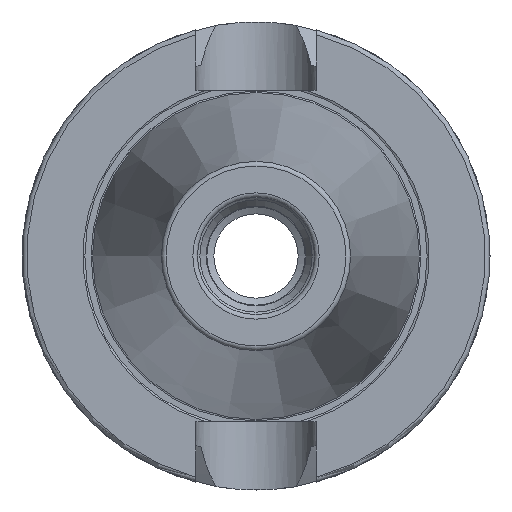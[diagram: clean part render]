
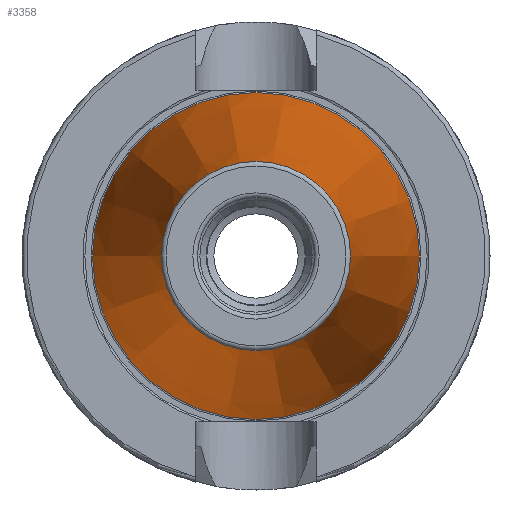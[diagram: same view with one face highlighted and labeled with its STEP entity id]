
A CAD part, left-side view. The second image highlights one B-rep face of the part: STEP entity #3358.
In plain terms, the highlighted conical face has half-angle 8.297 degrees and reference radius 27.564 mm.
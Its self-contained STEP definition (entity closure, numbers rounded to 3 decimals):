
#3324=CARTESIAN_POINT('',(-100.944,20.204,0.0));
#3325=VERTEX_POINT('',#3324);
#3326=CARTESIAN_POINT('',(-100.944,0.0,0.0));
#3327=DIRECTION('',(1.0,0.0,0.0));
#3328=DIRECTION('',(0.0,1.0,0.0));
#3329=AXIS2_PLACEMENT_3D('',#3326,#3327,#3328);
#3330=CIRCLE('',#3329,20.204);
#3331=EDGE_CURVE('',#3325,#3325,#3330,.T.);
#3339=CARTESIAN_POINT('',(-50.472,0.0,0.0));
#3340=DIRECTION('',(1.0,0.0,0.0));
#3341=DIRECTION('',(0.0,1.0,0.0));
#3342=AXIS2_PLACEMENT_3D('',#3339,#3340,#3341);
#3343=CONICAL_SURFACE('',#3342,27.564,8.297);
#3344=CARTESIAN_POINT('',(0.0,34.925,0.0));
#3345=VERTEX_POINT('',#3344);
#3346=CARTESIAN_POINT('',(0.0,0.0,0.0));
#3347=DIRECTION('',(1.0,0.0,0.0));
#3348=DIRECTION('',(0.0,1.0,0.0));
#3349=AXIS2_PLACEMENT_3D('',#3346,#3347,#3348);
#3350=CIRCLE('',#3349,34.925);
#3351=EDGE_CURVE('',#3345,#3345,#3350,.T.);
#3352=ORIENTED_EDGE('',*,*,#3351,.F.);
#3353=EDGE_LOOP('',(#3352));
#3354=FACE_OUTER_BOUND('',#3353,.T.);
#3355=ORIENTED_EDGE('',*,*,#3331,.T.);
#3356=EDGE_LOOP('',(#3355));
#3357=FACE_BOUND('',#3356,.T.);
#3358=ADVANCED_FACE('',(#3354,#3357),#3343,.T.);
